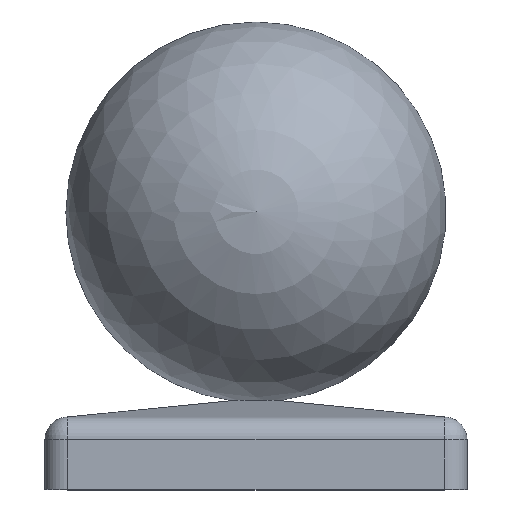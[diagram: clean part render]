
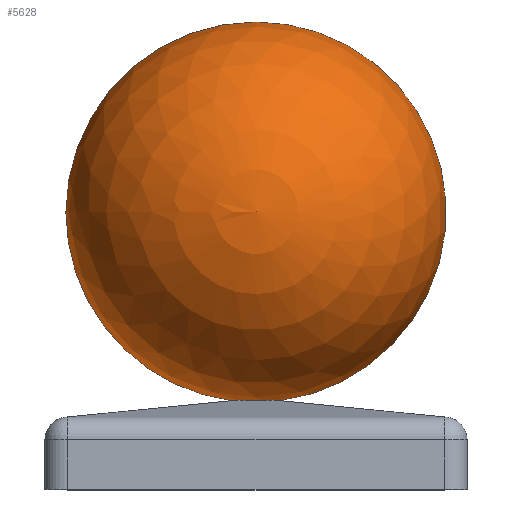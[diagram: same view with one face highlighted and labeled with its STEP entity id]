
A CAD part, top view. The second image highlights one B-rep face of the part: STEP entity #5628.
In plain terms, the highlighted spherical face has radius 25 mm.
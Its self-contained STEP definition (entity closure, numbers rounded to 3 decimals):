
#509 = EDGE_CURVE ( 'NONE', #1550, #14521, #9101, .T. ) ;
#535 = CARTESIAN_POINT ( 'NONE',  ( -3.141, 11.698, 0. ) ) ;
#577 = DIRECTION ( 'NONE',  ( 0., 0., 1. ) ) ;
#745 = ORIENTED_EDGE ( 'NONE', *, *, #13810, .T. ) ;
#838 = DIRECTION ( 'NONE',  ( -1., 0., 0. ) ) ;
#1068 = SPHERICAL_SURFACE ( 'NONE', #12030, 25. ) ;
#1206 = EDGE_CURVE ( 'NONE', #2055, #14521, #11279, .T. ) ;
#1550 = VERTEX_POINT ( 'NONE', #1850 ) ;
#1784 = CIRCLE ( 'NONE', #3745, 5.617 ) ;
#1800 = EDGE_CURVE ( 'NONE', #2776, #8142, #3994, .T. ) ;
#1850 = CARTESIAN_POINT ( 'NONE',  ( 3.141, 11.698, 0. ) ) ;
#2055 = VERTEX_POINT ( 'NONE', #535 ) ;
#2172 = CARTESIAN_POINT ( 'NONE',  ( 2.635, 11.749, 2.334 ) ) ;
#2197 = AXIS2_PLACEMENT_3D ( 'NONE', #15577, #15746, #6461 ) ;
#2656 = EDGE_CURVE ( 'NONE', #6827, #2055, #6506, .T. ) ;
#2776 = VERTEX_POINT ( 'NONE', #2172 ) ;
#3095 = CARTESIAN_POINT ( 'NONE',  ( 0., 12.263, -2.448 ) ) ;
#3717 = CARTESIAN_POINT ( 'NONE',  ( -2.399, 11.752, 2.606 ) ) ;
#3745 = AXIS2_PLACEMENT_3D ( 'NONE', #3095, #12289, #8411 ) ;
#3994 = B_SPLINE_CURVE_WITH_KNOTS ( 'NONE', 3,
 ( #9548, #15193, #9931, #16080, #4306, #9327 ),
 .UNSPECIFIED., .F., .F.,
 ( 4, 2, 4 ),
 ( 0.003, 0.003, 0.003 ),
 .UNSPECIFIED. ) ;
#4273 = ORIENTED_EDGE ( 'NONE', *, *, #509, .T. ) ;
#4306 = CARTESIAN_POINT ( 'NONE',  ( 2.4, 11.752, 2.605 ) ) ;
#5036 = CARTESIAN_POINT ( 'NONE',  ( -2.564, 11.754, 2.462 ) ) ;
#5099 = CARTESIAN_POINT ( 'NONE',  ( -2.635, 11.749, 2.334 ) ) ;
#5618 = CARTESIAN_POINT ( 'NONE',  ( -2.334, 11.749, 2.635 ) ) ;
#5628 = ADVANCED_FACE ( 'NONE', ( #10562 ), #1068, .T. ) ;
#5945 = AXIS2_PLACEMENT_3D ( 'NONE', #16816, #7438, #838 ) ;
#6461 = DIRECTION ( 'NONE',  ( 0.995, -0.1, 0. ) ) ;
#6506 = CIRCLE ( 'NONE', #11465, 5.617 ) ;
#6827 = VERTEX_POINT ( 'NONE', #8229 ) ;
#7438 = DIRECTION ( 'NONE',  ( 0., 0., -1. ) ) ;
#7504 = CARTESIAN_POINT ( 'NONE',  ( 0., 61.5, 0. ) ) ;
#7703 = CARTESIAN_POINT ( 'NONE',  ( -2.461, 11.754, 2.564 ) ) ;
#7861 = ORIENTED_EDGE ( 'NONE', *, *, #15038, .T. ) ;
#7873 = CARTESIAN_POINT ( 'NONE',  ( -2.605, 11.752, 2.4 ) ) ;
#8008 = CARTESIAN_POINT ( 'NONE',  ( 2.334, 11.749, 2.635 ) ) ;
#8142 = VERTEX_POINT ( 'NONE', #8008 ) ;
#8229 = CARTESIAN_POINT ( 'NONE',  ( -2.635, 11.749, 2.334 ) ) ;
#8411 = DIRECTION ( 'NONE',  ( 0., 0.1, -0.995 ) ) ;
#9101 = CIRCLE ( 'NONE', #15726, 25. ) ;
#9177 = VERTEX_POINT ( 'NONE', #5618 ) ;
#9327 = CARTESIAN_POINT ( 'NONE',  ( 2.334, 11.749, 2.635 ) ) ;
#9548 = CARTESIAN_POINT ( 'NONE',  ( 2.635, 11.749, 2.334 ) ) ;
#9710 = EDGE_LOOP ( 'NONE', ( #7861, #4273, #13863, #14855, #11856, #745, #11628 ) ) ;
#9931 = CARTESIAN_POINT ( 'NONE',  ( 2.564, 11.754, 2.461 ) ) ;
#10289 = CARTESIAN_POINT ( 'NONE',  ( -2.334, 11.749, 2.635 ) ) ;
#10562 = FACE_OUTER_BOUND ( 'NONE', #9710, .T. ) ;
#10600 = DIRECTION ( 'NONE',  ( -0.995, -0.1, 0. ) ) ;
#10711 = CARTESIAN_POINT ( 'NONE',  ( 2.448, 12.263, 0. ) ) ;
#11279 = CIRCLE ( 'NONE', #5945, 25. ) ;
#11465 = AXIS2_PLACEMENT_3D ( 'NONE', #10711, #11924, #10600 ) ;
#11628 = ORIENTED_EDGE ( 'NONE', *, *, #1800, .F. ) ;
#11811 = CARTESIAN_POINT ( 'NONE',  ( 0., 36.5, 0. ) ) ;
#11856 = ORIENTED_EDGE ( 'NONE', *, *, #14141, .F. ) ;
#11924 = DIRECTION ( 'NONE',  ( 0.1, -0.995, 0. ) ) ;
#11975 = B_SPLINE_CURVE_WITH_KNOTS ( 'NONE', 3,
 ( #10289, #3717, #7703, #5036, #7873, #5099 ),
 .UNSPECIFIED., .F., .F.,
 ( 4, 2, 4 ),
 ( 0.003, 0.003, 0.003 ),
 .UNSPECIFIED. ) ;
#12030 = AXIS2_PLACEMENT_3D ( 'NONE', #11811, #13122, #14454 ) ;
#12289 = DIRECTION ( 'NONE',  ( 0., 0.995, 0.1 ) ) ;
#12449 = CIRCLE ( 'NONE', #2197, 5.617 ) ;
#12505 = DIRECTION ( 'NONE',  ( 1., 0., 0. ) ) ;
#13122 = DIRECTION ( 'NONE',  ( 0., 0., 1. ) ) ;
#13810 = EDGE_CURVE ( 'NONE', #9177, #8142, #1784, .T. ) ;
#13863 = ORIENTED_EDGE ( 'NONE', *, *, #1206, .F. ) ;
#14141 = EDGE_CURVE ( 'NONE', #9177, #6827, #11975, .T. ) ;
#14454 = DIRECTION ( 'NONE',  ( -1., 0., 0. ) ) ;
#14521 = VERTEX_POINT ( 'NONE', #7504 ) ;
#14855 = ORIENTED_EDGE ( 'NONE', *, *, #2656, .F. ) ;
#15038 = EDGE_CURVE ( 'NONE', #2776, #1550, #12449, .T. ) ;
#15193 = CARTESIAN_POINT ( 'NONE',  ( 2.606, 11.752, 2.399 ) ) ;
#15200 = CARTESIAN_POINT ( 'NONE',  ( 0., 36.5, 0. ) ) ;
#15577 = CARTESIAN_POINT ( 'NONE',  ( -2.448, 12.263, 0. ) ) ;
#15726 = AXIS2_PLACEMENT_3D ( 'NONE', #15200, #577, #12505 ) ;
#15746 = DIRECTION ( 'NONE',  ( 0.1, 0.995, 0. ) ) ;
#16080 = CARTESIAN_POINT ( 'NONE',  ( 2.462, 11.754, 2.564 ) ) ;
#16816 = CARTESIAN_POINT ( 'NONE',  ( 0., 36.5, 0. ) ) ;
